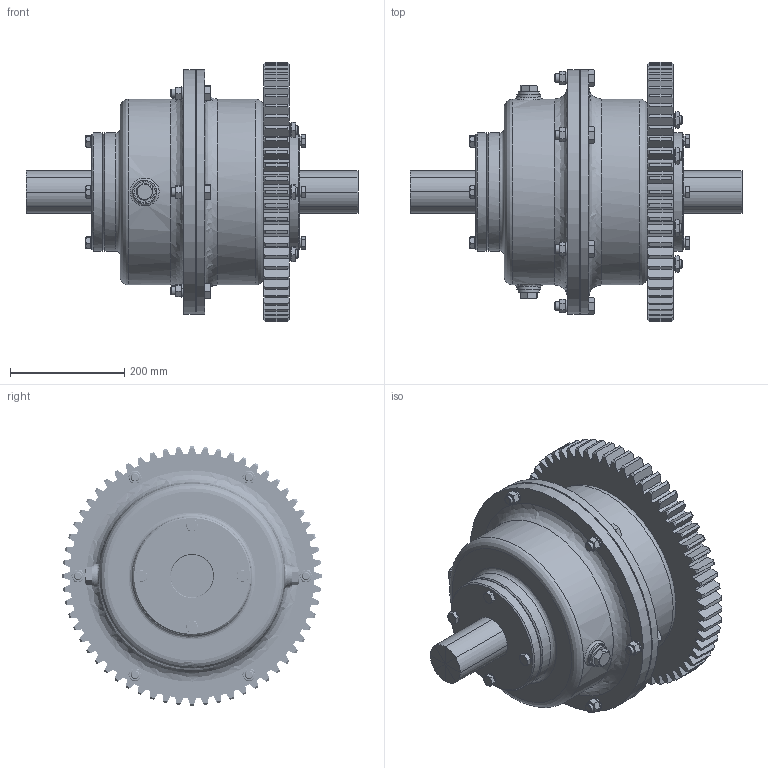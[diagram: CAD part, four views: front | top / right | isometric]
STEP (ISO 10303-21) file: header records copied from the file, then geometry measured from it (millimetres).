
FILE_DESCRIPTION(('FreeCAD Model'),'2;1');
FILE_NAME('Open CASCADE Shape Model','2025-04-17T09:17:32',('FreeCAD'),( 'FreeCAD'),'Open CASCADE STEP processor 7.6','FreeCAD','Unknown');
FILE_SCHEMA(('AUTOMOTIVE_DESIGN { 1 0 10303 214 1 1 1 1 }'));
Products named in the file (1): Open CASCADE STEP translator 7.6 1
Bounding box: 580.44 x 453.11 x 453.11 mm (x, y, z)
Volume: 24346161.9 mm3; surface area: 3051291.5 mm2
Topology: 119 solids, 119 shells, 2625 faces, 6472 edges, 4129 vertices
Faces by surface type: bspline 2625
Entity records: 92556 total; most frequent: CARTESIAN_POINT 56367, ORIENTED_EDGE 12864, EDGE_CURVE 6432, VERTEX_POINT 4121, B_SPLINE_CURVE_WITH_KNOTS 3091, FACE_BOUND 2941, EDGE_LOOP 2933, ADVANCED_FACE 2625
